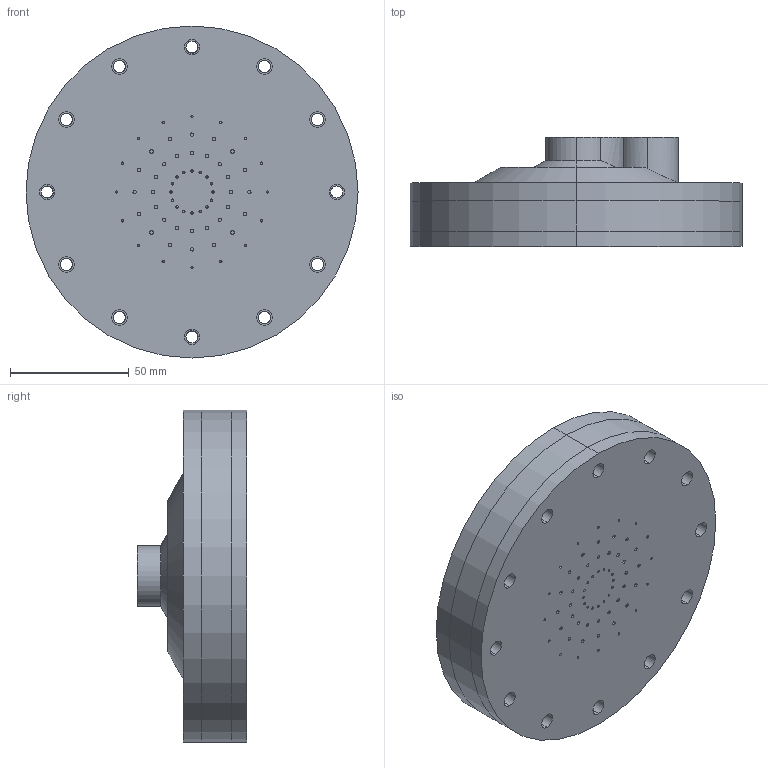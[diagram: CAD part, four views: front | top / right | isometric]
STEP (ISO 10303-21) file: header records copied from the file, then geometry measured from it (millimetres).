
FILE_DESCRIPTION (( 'STEP AP203' ), '1' );
FILE_NAME ('Injector Assembly V4-2_12x_5_32.STEP', '2022-06-04T06:57:48', ( '' ), ( '' ), 'SwSTEP 2.0', 'SolidWorks 2021', '' );
FILE_SCHEMA (( 'CONFIG_CONTROL_DESIGN' ));
Length unit declared in the file: inch
Products named in the file (4): Injector Assembly V4-2_12x_5_32; Distribution Plate V4; Injector V4; Top Plate V4
Assembly tree (3 placements, depth 2):
  Injector Assembly V4-2_12x_5_32
    Injector V4
    Distribution Plate V4
    Top Plate V4
Bounding box: 139.7 x 45.9 x 139.7 mm (x, y, z)
Volume: 376020 mm3; surface area: 126075.4 mm2
Topology: 3 solids, 3 shells, 355 faces, 1027 edges, 682 vertices
Faces by surface type: cylinder 313, plane 27, cone 13, bspline 2
Entity records: 14432 total; most frequent: CARTESIAN_POINT 4385, ORIENTED_EDGE 2054, DIRECTION 1924, EDGE_CURVE 1027, AXIS2_PLACEMENT_3D 797, VERTEX_POINT 682, EDGE_LOOP 629, CIRCLE 438
